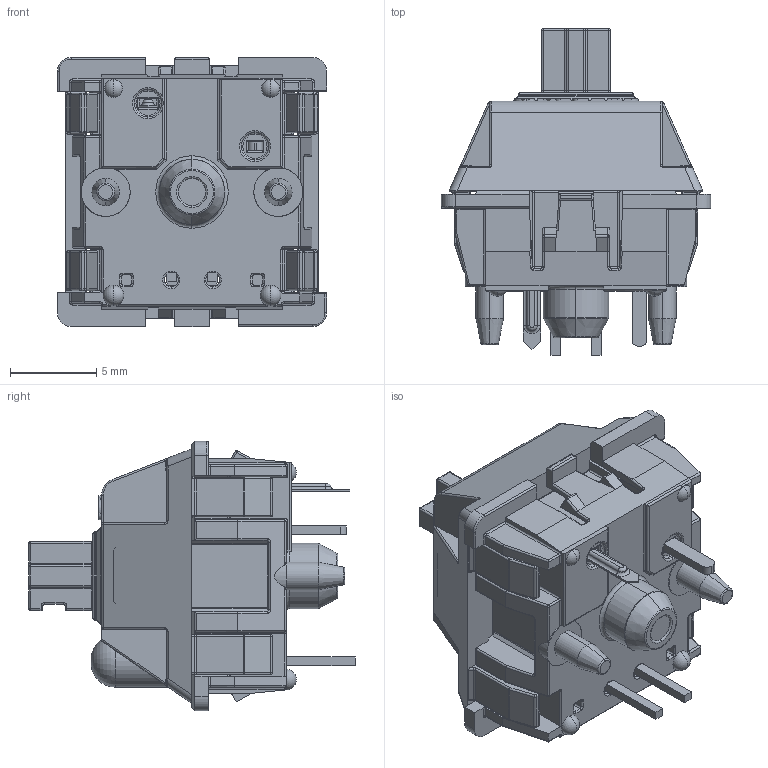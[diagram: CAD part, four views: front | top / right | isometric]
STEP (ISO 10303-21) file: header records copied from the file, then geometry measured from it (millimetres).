
FILE_DESCRIPTION (( 'STEP AP214' ), '1' );
FILE_NAME ('cherry_mx.STEP', '2021-11-15T13:08:40', ( '' ), ( '' ), 'SwSTEP 2.0', 'SolidWorks 2019', '' );
FILE_SCHEMA (( 'AUTOMOTIVE_DESIGN' ));
Length unit declared in the file: millimetre
Products named in the file (1): cherry_mx
Bounding box: 15.6 x 18.9 x 15.6 mm (x, y, z)
Volume: 1126.3 mm3; surface area: 2742.8 mm2
Topology: 10 solids, 10 shells, 1672 faces, 4049 edges, 2294 vertices
Faces by surface type: cylinder 681, plane 526, torus 247, sphere 119, bspline 59, cone 40
Entity records: 48733 total; most frequent: CARTESIAN_POINT 10487, DIRECTION 8336, ORIENTED_EDGE 7850, EDGE_CURVE 3925, AXIS2_PLACEMENT_3D 3125, VERTEX_POINT 2289, VECTOR 2086, LINE 2086
